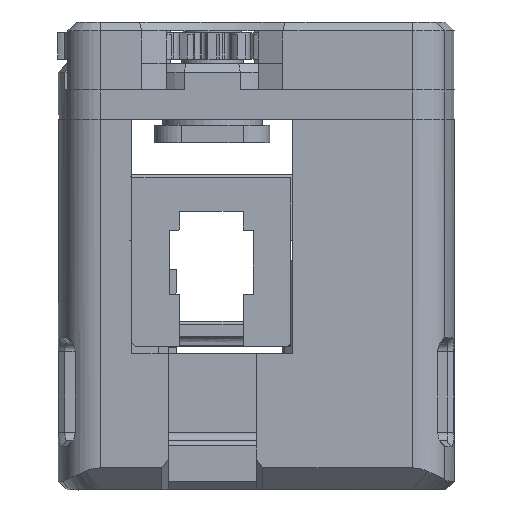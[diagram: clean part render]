
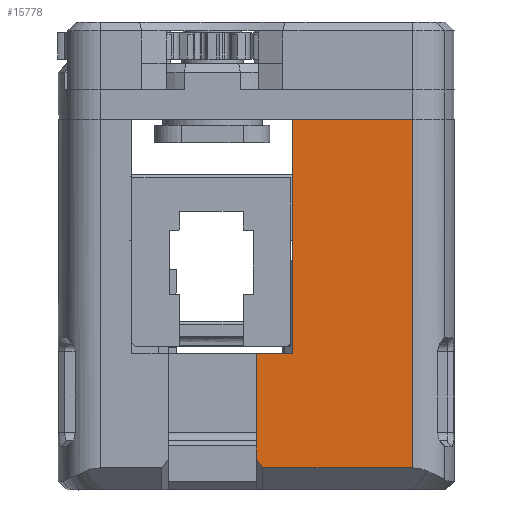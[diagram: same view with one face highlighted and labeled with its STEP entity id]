
A CAD part, left-side view. The second image highlights one B-rep face of the part: STEP entity #15778.
In plain terms, the highlighted planar face has unit normal (-1, 0, 0).
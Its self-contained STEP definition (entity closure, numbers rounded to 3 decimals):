
#1568=FACE_OUTER_BOUND('',#2478,.T.);
#2478=EDGE_LOOP('',(#11147,#11148,#11149,#11150,#11151,#11152,#11153));
#3338=LINE('',#22462,#4907);
#3404=LINE('',#22624,#4973);
#3662=LINE('',#23255,#5231);
#3663=LINE('',#23257,#5232);
#3664=LINE('',#23259,#5233);
#3665=LINE('',#23261,#5234);
#3666=LINE('',#23262,#5235);
#4907=VECTOR('',#18163,10.);
#4973=VECTOR('',#18307,10.);
#5231=VECTOR('',#18851,10.);
#5232=VECTOR('',#18852,10.);
#5233=VECTOR('',#18853,10.);
#5234=VECTOR('',#18854,10.);
#5235=VECTOR('',#18855,10.);
#6474=VERTEX_POINT('',#22460);
#6475=VERTEX_POINT('',#22461);
#6532=VERTEX_POINT('',#22623);
#6742=VERTEX_POINT('',#23254);
#6743=VERTEX_POINT('',#23256);
#6744=VERTEX_POINT('',#23258);
#6745=VERTEX_POINT('',#23260);
#8040=EDGE_CURVE('',#6474,#6475,#3338,.T.);
#8122=EDGE_CURVE('',#6532,#6474,#3404,.T.);
#8422=EDGE_CURVE('',#6742,#6475,#3662,.T.);
#8423=EDGE_CURVE('',#6742,#6743,#3663,.T.);
#8424=EDGE_CURVE('',#6744,#6743,#3664,.T.);
#8425=EDGE_CURVE('',#6744,#6745,#3665,.T.);
#8426=EDGE_CURVE('',#6532,#6745,#3666,.T.);
#11147=ORIENTED_EDGE('',*,*,#8040,.T.);
#11148=ORIENTED_EDGE('',*,*,#8422,.F.);
#11149=ORIENTED_EDGE('',*,*,#8423,.T.);
#11150=ORIENTED_EDGE('',*,*,#8424,.F.);
#11151=ORIENTED_EDGE('',*,*,#8425,.T.);
#11152=ORIENTED_EDGE('',*,*,#8426,.F.);
#11153=ORIENTED_EDGE('',*,*,#8122,.T.);
#15246=PLANE('',#16900);
#15778=ADVANCED_FACE('',(#1568),#15246,.T.);
#16900=AXIS2_PLACEMENT_3D('',#23253,#18849,#18850);
#18163=DIRECTION('',(0.,0.,-1.));
#18307=DIRECTION('',(0.,1.,0.));
#18849=DIRECTION('center_axis',(-1.,0.,0.));
#18850=DIRECTION('ref_axis',(0.,0.,1.));
#18851=DIRECTION('',(0.,-1.,0.));
#18852=DIRECTION('',(0.,0.,-1.));
#18853=DIRECTION('',(0.,0.577,0.816));
#18854=DIRECTION('',(0.,-1.,0.));
#18855=DIRECTION('',(0.,0.,-1.));
#22460=CARTESIAN_POINT('',(-36.5,15.89,17.));
#22461=CARTESIAN_POINT('',(-36.5,15.89,-9.5));
#22462=CARTESIAN_POINT('',(-36.5,15.89,-4.));
#22623=CARTESIAN_POINT('',(-36.5,2.319,17.));
#22624=CARTESIAN_POINT('',(-36.5,0.,17.));
#23253=CARTESIAN_POINT('Origin',(-36.5,0.,-25.));
#23254=CARTESIAN_POINT('',(-36.5,20.,-9.5));
#23255=CARTESIAN_POINT('',(-36.5,20.,-9.5));
#23256=CARTESIAN_POINT('',(-36.5,20.,-21.5));
#23257=CARTESIAN_POINT('',(-36.5,20.,-22.5));
#23258=CARTESIAN_POINT('',(-36.5,19.293,-22.5));
#23259=CARTESIAN_POINT('',(-36.5,15.311,-28.131));
#23260=CARTESIAN_POINT('',(-36.5,2.319,-22.5));
#23261=CARTESIAN_POINT('',(-36.5,10.,-22.5));
#23262=CARTESIAN_POINT('',(-36.5,2.319,21.));
